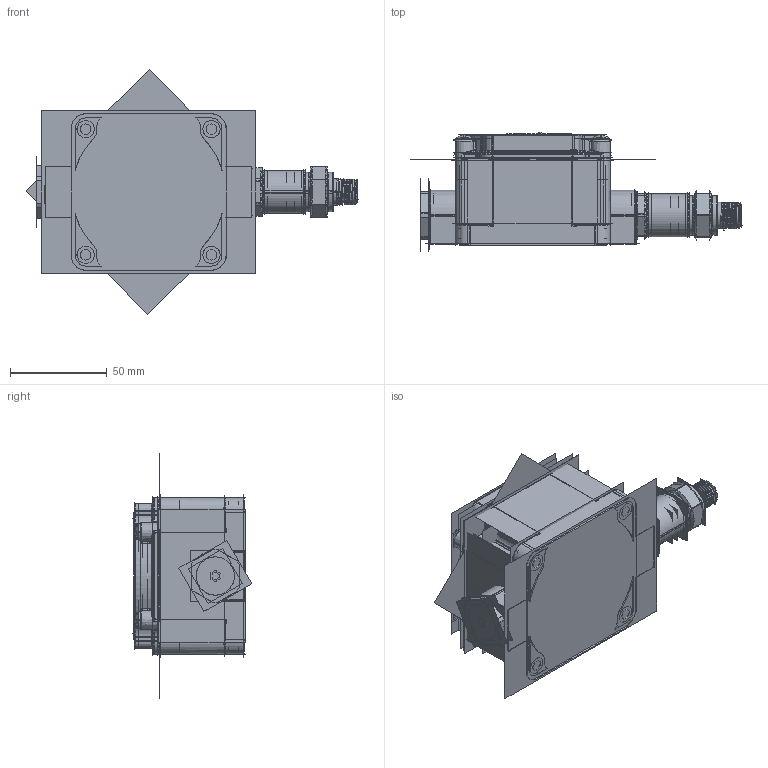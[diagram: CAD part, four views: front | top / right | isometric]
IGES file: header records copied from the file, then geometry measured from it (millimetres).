
Start section:  PTC IGES file: 209373.igs
Global section: file name: 209373.igs; native system: Creo Parametric by PTC Inc.; preprocessor: 2018300; author: pdmadmin; organization: Unknown; date: 20190222.123646; units: millimetre
Bounding box: 171.58 x 61.76 x 126.69 mm (x, y, z)
Volume: 122983.9 mm3; surface area: 595873.5 mm2
Topology: 15 solids, 19 shells, 2322 faces, 11856 edges, 15124 vertices
Faces by surface type: revolution 1480, bspline 842
